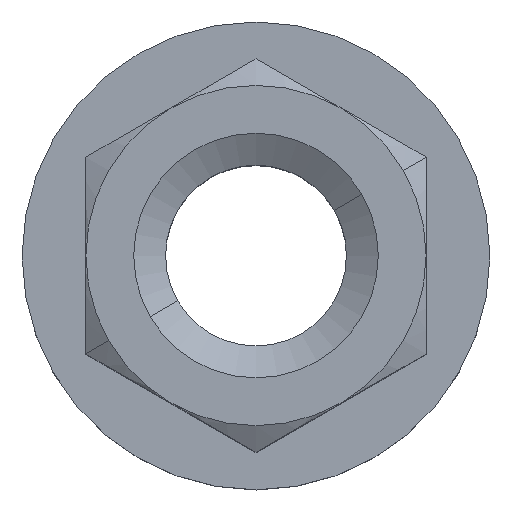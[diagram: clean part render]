
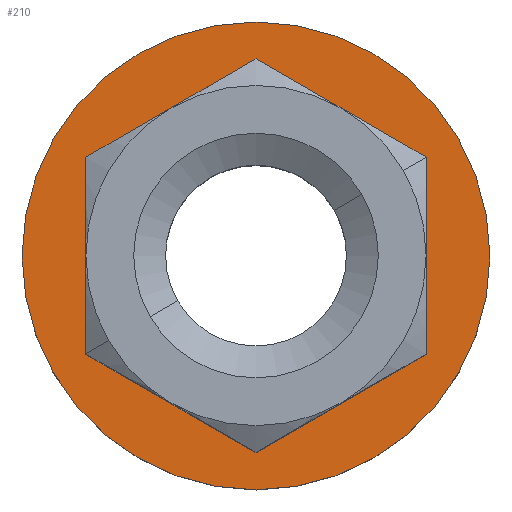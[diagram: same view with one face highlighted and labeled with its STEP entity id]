
A CAD part, top view. The second image highlights one B-rep face of the part: STEP entity #210.
In plain terms, the highlighted planar face has unit normal (0, 0, 1).
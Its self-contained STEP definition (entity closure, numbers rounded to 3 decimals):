
#180=EDGE_CURVE('',#238,#226,#504,.T.);
#192=EDGE_CURVE('',#226,#238,#516,.T.);
#208=EDGE_CURVE('',#368,#474,#533,.T.);
#210=ADVANCED_FACE('',(#535,#536),#537,.T.);
#226=VERTEX_POINT('',#554);
#238=VERTEX_POINT('',#568);
#294=EDGE_CURVE('',#406,#444,#629,.T.);
#322=VERTEX_POINT('',#660);
#368=VERTEX_POINT('',#717);
#390=EDGE_CURVE('',#322,#480,#741,.T.);
#406=VERTEX_POINT('',#758);
#408=EDGE_CURVE('',#474,#322,#760,.T.);
#444=VERTEX_POINT('',#799);
#454=EDGE_CURVE('',#444,#368,#810,.T.);
#460=EDGE_CURVE('',#480,#406,#817,.T.);
#474=VERTEX_POINT('',#834);
#480=VERTEX_POINT('',#840);
#504=CIRCLE('',#855,11.0);
#516=CIRCLE('',#904,11.0);
#533=LINE('',#938,#939);
#535=FACE_OUTER_BOUND('',#941,.T.);
#536=FACE_BOUND('',#942,.T.);
#537=PLANE('',#943);
#554=CARTESIAN_POINT('',(-9.526,-5.5,4.));
#568=CARTESIAN_POINT('',(9.526,5.5,4.));
#629=LINE('',#1063,#1064);
#660=CARTESIAN_POINT('',(-8.011,-4.625,4.));
#717=CARTESIAN_POINT('',(0.,9.25,4.));
#741=LINE('',#1264,#1265);
#758=CARTESIAN_POINT('',(8.011,-4.625,4.));
#760=LINE('',#1300,#1301);
#799=CARTESIAN_POINT('',(8.011,4.625,4.));
#810=LINE('',#1375,#1376);
#817=LINE('',#1385,#1386);
#834=CARTESIAN_POINT('',(-8.011,4.625,4.));
#840=CARTESIAN_POINT('',(0.,-9.25,4.));
#855=AXIS2_PLACEMENT_3D('',#1433,#1434,#1435);
#904=AXIS2_PLACEMENT_3D('',#1442,#1443,#1444);
#938=CARTESIAN_POINT('',(-9.472,3.781,4.));
#939=VECTOR('',#1456,1.0);
#941=EDGE_LOOP('',(#1458,#1459));
#942=EDGE_LOOP('',(#1460,#1461,#1462,#1463,#1464,#1465));
#943=AXIS2_PLACEMENT_3D('',#1466,#1467,#1468);
#1063=CARTESIAN_POINT('',(8.011,0.313,4.));
#1064=VECTOR('',#1553,1.0);
#1264=CARTESIAN_POINT('',(-3.735,-7.094,4.));
#1265=VECTOR('',#1712,1.0);
#1300=CARTESIAN_POINT('',(-8.011,-4.312,4.));
#1301=VECTOR('',#1731,1.0);
#1375=CARTESIAN_POINT('',(0.271,9.094,4.));
#1376=VECTOR('',#1773,1.0);
#1385=CARTESIAN_POINT('',(2.544,-7.781,4.));
#1386=VECTOR('',#1785,1.0);
#1433=CARTESIAN_POINT('',(0.,0.,4.));
#1434=DIRECTION('',(0.,0.,1.0));
#1435=DIRECTION('',(-0.866,-0.5,0.));
#1442=CARTESIAN_POINT('',(0.,0.,4.));
#1443=DIRECTION('',(0.,0.,1.0));
#1444=DIRECTION('',(-0.866,-0.5,0.));
#1456=DIRECTION('',(-0.866,-0.5,0.));
#1458=ORIENTED_EDGE('',*,*,#192,.T.);
#1459=ORIENTED_EDGE('',*,*,#180,.T.);
#1460=ORIENTED_EDGE('',*,*,#454,.F.);
#1461=ORIENTED_EDGE('',*,*,#294,.F.);
#1462=ORIENTED_EDGE('',*,*,#460,.F.);
#1463=ORIENTED_EDGE('',*,*,#390,.F.);
#1464=ORIENTED_EDGE('',*,*,#408,.F.);
#1465=ORIENTED_EDGE('',*,*,#208,.F.);
#1466=CARTESIAN_POINT('',(-6.928,-4.,4.));
#1467=DIRECTION('',(0.,0.,1.0));
#1468=DIRECTION('',(0.866,0.5,0.));
#1553=DIRECTION('',(0.0,1.0,0.));
#1712=DIRECTION('',(0.866,-0.5,0.));
#1731=DIRECTION('',(0.0,-1.0,0.));
#1773=DIRECTION('',(-0.866,0.5,0.));
#1785=DIRECTION('',(0.866,0.5,0.));
